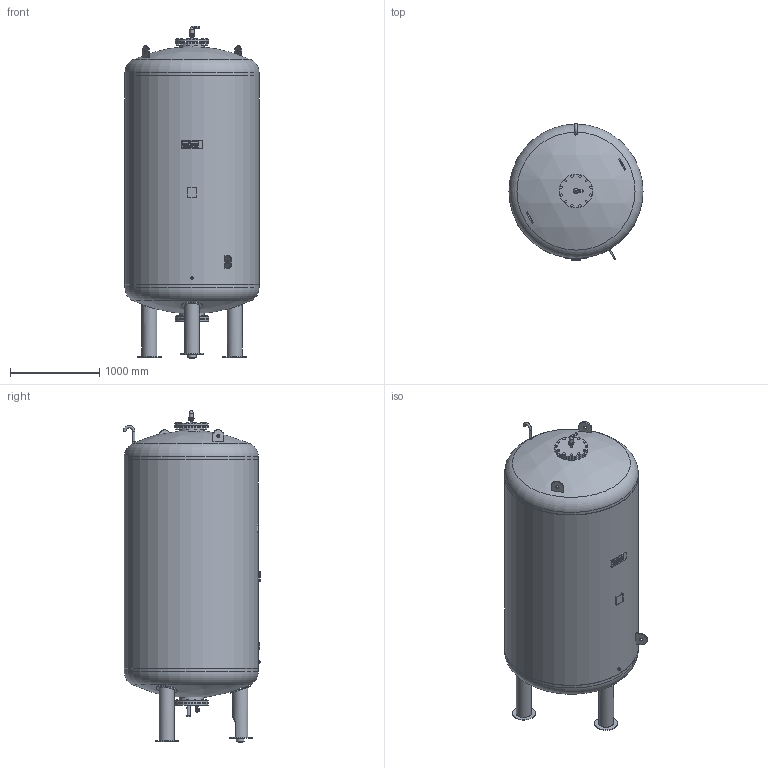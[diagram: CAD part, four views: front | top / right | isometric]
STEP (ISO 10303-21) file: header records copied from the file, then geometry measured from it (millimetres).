
FILE_DESCRIPTION(/* description */ (''),/* implementation_level */ '2;1');
FILE_NAME(/* name */ '3d_VariomatVG5000-8601405.stp',/* time_stamp */ '2024-09-24T14:51:45+02:00',/* author */ ('Andrzej'),/* organization */ (''),/* preprocessor_version */ 'ST-DEVELOPER v16.13',/* originating_system */ 'AutoCAD Mechanical',/* authorisation */ '');
FILE_SCHEMA (('AUTOMOTIVE_DESIGN { 1 0 10303 214 3 1 1 }'));
Length unit declared in the file: millimetre
Products named in the file (1): Product
Bounding box: 1500 x 1532.45 x 3716 mm (x, y, z)
Volume: 4962942729.6 mm3; surface area: 26537980.3 mm2
Topology: 41 solids, 43 shells, 921 faces, 2121 edges, 1402 vertices
Faces by surface type: plane 651, cylinder 203, cone 42, sphere 13, torus 12
Full cylindrical faces by diameter (mm): 10.3 x1, 11.5 x1, 12 x1, 14.6 x1, 16 x48, 16.662 x1, 18.9 x1, 20.7 x1, 20.9 x2, 20.955 x1, 21 x1, 23 x1, 23.6 x1, 24.5 x1, 24.7 x1, 25.4 x1, 26.4 x1, 26.6 x1, 26.9 x4, 27 x1, 28 x1, 30 x1, 33.7 x3, 38 x3, 50 x1, 57 x1, 63 x2, 90 x1, 159.3 x2, 161.1 x1
Entity records: 25237 total; most frequent: CARTESIAN_POINT 4640, DIRECTION 4223, ORIENTED_EDGE 3840, EDGE_CURVE 1920, LINE 1439, VECTOR 1439, AXIS2_PLACEMENT_3D 1392, VERTEX_POINT 1359
